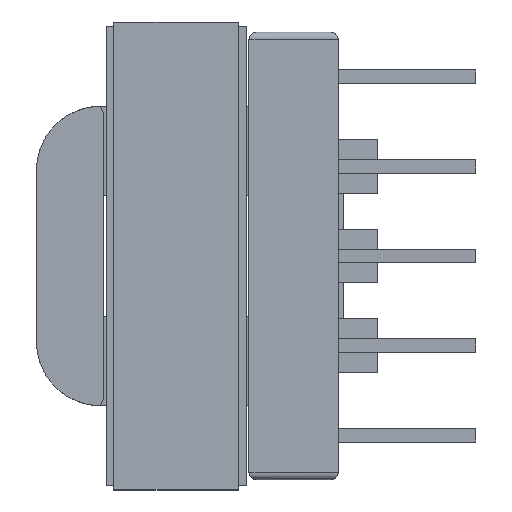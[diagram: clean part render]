
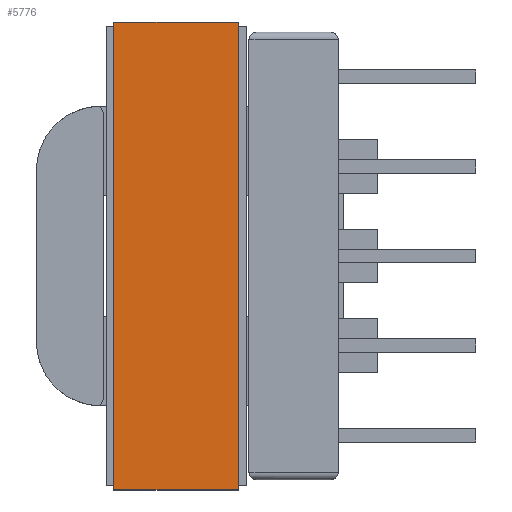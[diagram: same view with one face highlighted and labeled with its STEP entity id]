
A CAD part, left-side view. The second image highlights one B-rep face of the part: STEP entity #5776.
In plain terms, the highlighted face is planar.
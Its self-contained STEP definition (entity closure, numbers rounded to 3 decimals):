
#497 = CARTESIAN_POINT ( 'NONE',  ( 15.36, 0.16, 0. ) ) ;
#540 = LINE ( 'NONE', #1813, #4201 ) ;
#992 = CARTESIAN_POINT ( 'NONE',  ( 15.36, -16.56, 0. ) ) ;
#1139 = VECTOR ( 'NONE', #4732, 1000. ) ;
#1317 = LINE ( 'NONE', #2334, #1139 ) ;
#1337 = EDGE_LOOP ( 'NONE', ( #2865, #1719, #3163, #3038 ) ) ;
#1646 = CARTESIAN_POINT ( 'NONE',  ( 15.36, 0.16, 0. ) ) ;
#1719 = ORIENTED_EDGE ( 'NONE', *, *, #4595, .F. ) ;
#1766 = DIRECTION ( 'NONE',  ( 0., 0., 1. ) ) ;
#1783 = CARTESIAN_POINT ( 'NONE',  ( 15.36, -16.56, -4.45 ) ) ;
#1813 = CARTESIAN_POINT ( 'NONE',  ( 15.36, -16.56, -4.45 ) ) ;
#2334 = CARTESIAN_POINT ( 'NONE',  ( 15.36, 0.16, -4.45 ) ) ;
#2459 = EDGE_CURVE ( 'NONE', #3403, #3318, #1317, .T. ) ;
#2799 = AXIS2_PLACEMENT_3D ( 'NONE', #5123, #3596, #3063 ) ;
#2865 = ORIENTED_EDGE ( 'NONE', *, *, #6496, .F. ) ;
#2951 = VERTEX_POINT ( 'NONE', #497 ) ;
#2966 = VERTEX_POINT ( 'NONE', #992 ) ;
#3017 = VECTOR ( 'NONE', #3393, 1000. ) ;
#3038 = ORIENTED_EDGE ( 'NONE', *, *, #5204, .T. ) ;
#3063 = DIRECTION ( 'NONE',  ( 0., 1., 0. ) ) ;
#3163 = ORIENTED_EDGE ( 'NONE', *, *, #2459, .T. ) ;
#3318 = VERTEX_POINT ( 'NONE', #3712 ) ;
#3393 = DIRECTION ( 'NONE',  ( 0., 0., 1. ) ) ;
#3403 = VERTEX_POINT ( 'NONE', #1783 ) ;
#3552 = LINE ( 'NONE', #4917, #3017 ) ;
#3596 = DIRECTION ( 'NONE',  ( 1., 0., 0. ) ) ;
#3712 = CARTESIAN_POINT ( 'NONE',  ( 15.36, 0.16, -4.45 ) ) ;
#4072 = PLANE ( 'NONE',  #2799 ) ;
#4201 = VECTOR ( 'NONE', #1766, 1000. ) ;
#4344 = VECTOR ( 'NONE', #5279, 1000. ) ;
#4595 = EDGE_CURVE ( 'NONE', #3403, #2966, #540, .T. ) ;
#4663 = LINE ( 'NONE', #1646, #4344 ) ;
#4732 = DIRECTION ( 'NONE',  ( 0., 1., 0. ) ) ;
#4917 = CARTESIAN_POINT ( 'NONE',  ( 15.36, 0.16, -4.45 ) ) ;
#5123 = CARTESIAN_POINT ( 'NONE',  ( 15.36, 0.16, -4.45 ) ) ;
#5204 = EDGE_CURVE ( 'NONE', #3318, #2951, #3552, .T. ) ;
#5279 = DIRECTION ( 'NONE',  ( 0., 1., 0. ) ) ;
#5776 = ADVANCED_FACE ( 'NONE', ( #5935 ), #4072, .T. ) ;
#5935 = FACE_OUTER_BOUND ( 'NONE', #1337, .T. ) ;
#6496 = EDGE_CURVE ( 'NONE', #2966, #2951, #4663, .T. ) ;
